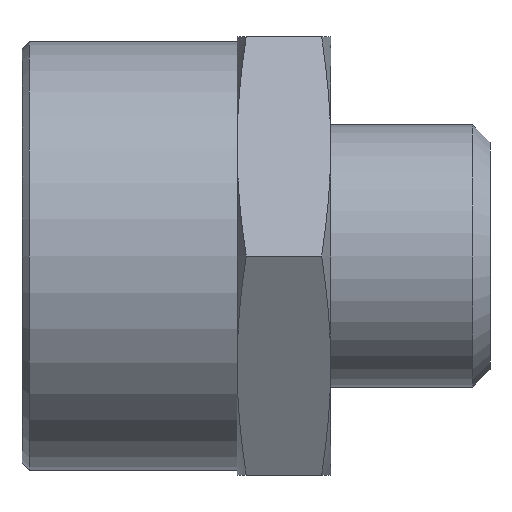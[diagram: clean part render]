
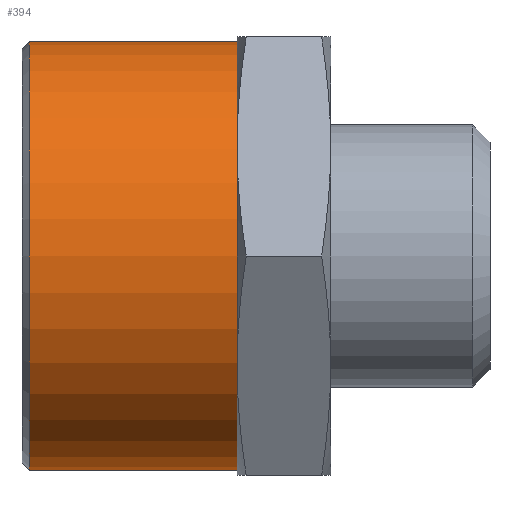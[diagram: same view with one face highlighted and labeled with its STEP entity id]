
A CAD part, left-side view. The second image highlights one B-rep face of the part: STEP entity #394.
In plain terms, the highlighted cylindrical face has radius 10.75 mm (diameter 21.5 mm), a full revolution.
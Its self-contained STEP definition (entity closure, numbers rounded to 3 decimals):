
#32=CYLINDRICAL_SURFACE('',#445,10.75);
#89=ORIENTED_EDGE('',*,*,#194,.F.);
#90=ORIENTED_EDGE('',*,*,#193,.T.);
#193=EDGE_CURVE('',#242,#242,#271,.T.);
#194=EDGE_CURVE('',#243,#243,#272,.T.);
#242=VERTEX_POINT('',#666);
#243=VERTEX_POINT('',#669);
#271=CIRCLE('',#444,10.75);
#272=CIRCLE('',#446,10.75);
#296=EDGE_LOOP('',(#89));
#297=EDGE_LOOP('',(#90));
#338=FACE_BOUND('',#296,.T.);
#339=FACE_BOUND('',#297,.T.);
#394=ADVANCED_FACE('',(#338,#339),#32,.T.);
#444=AXIS2_PLACEMENT_3D('',#665,#513,#514);
#445=AXIS2_PLACEMENT_3D('',#667,#515,#516);
#446=AXIS2_PLACEMENT_3D('',#668,#517,#518);
#513=DIRECTION('',(0.,-1.,0.));
#514=DIRECTION('',(0.,0.,-1.));
#515=DIRECTION('',(0.,-1.,0.));
#516=DIRECTION('',(0.,0.,-1.));
#517=DIRECTION('',(0.,-1.,0.));
#518=DIRECTION('',(0.,0.,-1.));
#665=CARTESIAN_POINT('',(0.,23.146,0.));
#666=CARTESIAN_POINT('',(0.,23.146,-10.75));
#667=CARTESIAN_POINT('',(0.,0.,0.));
#668=CARTESIAN_POINT('',(0.,12.7,0.));
#669=CARTESIAN_POINT('',(0.,12.7,-10.75));
